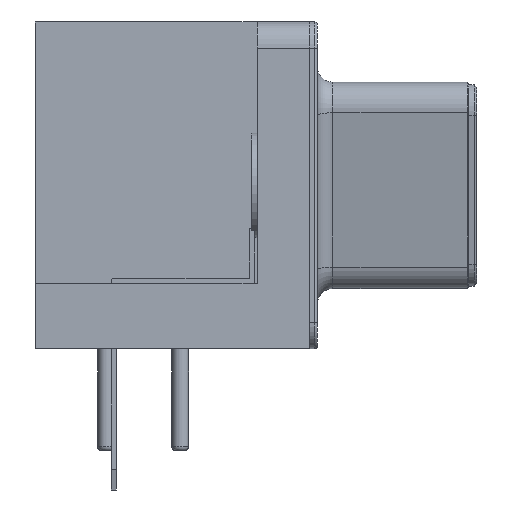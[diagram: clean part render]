
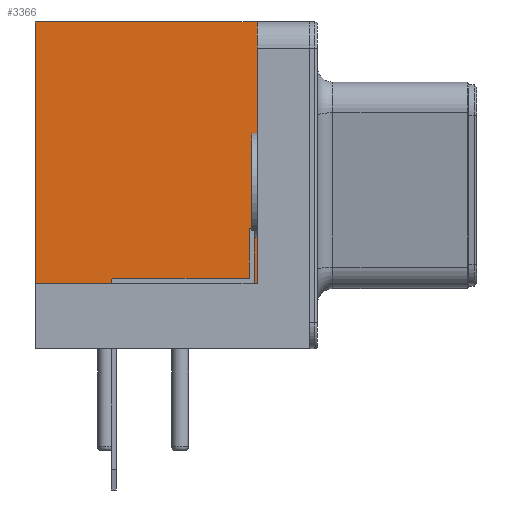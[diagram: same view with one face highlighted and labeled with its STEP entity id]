
A CAD part, left-side view. The second image highlights one B-rep face of the part: STEP entity #3366.
In plain terms, the highlighted planar face has unit normal (-1, 0, 0).
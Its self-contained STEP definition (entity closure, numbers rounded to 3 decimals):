
#2824 = VERTEX_POINT('',#2825);
#2825 = CARTESIAN_POINT('',(-15.44,2.7,12.5));
#2831 = EDGE_CURVE('',#2832,#2824,#2834,.T.);
#2832 = VERTEX_POINT('',#2833);
#2833 = CARTESIAN_POINT('',(-15.44,-5.78,12.5));
#2834 = LINE('',#2835,#2836);
#2835 = CARTESIAN_POINT('',(-15.44,-6.78,12.5));
#2836 = VECTOR('',#2837,1.);
#2837 = DIRECTION('',(0.,1.,0.));
#3336 = VERTEX_POINT('',#3337);
#3337 = CARTESIAN_POINT('',(-15.44,-5.78,2.5));
#3343 = EDGE_CURVE('',#3336,#2832,#3344,.T.);
#3344 = LINE('',#3345,#3346);
#3345 = CARTESIAN_POINT('',(-15.44,-5.78,2.5));
#3346 = VECTOR('',#3347,1.);
#3347 = DIRECTION('',(0.,0.,1.));
#3366 = ADVANCED_FACE('',(#3367),#3385,.F.);
#3367 = FACE_BOUND('',#3368,.F.);
#3368 = EDGE_LOOP('',(#3369,#3370,#3378,#3384));
#3369 = ORIENTED_EDGE('',*,*,#3343,.F.);
#3370 = ORIENTED_EDGE('',*,*,#3371,.T.);
#3371 = EDGE_CURVE('',#3336,#3372,#3374,.T.);
#3372 = VERTEX_POINT('',#3373);
#3373 = CARTESIAN_POINT('',(-15.44,2.7,2.5));
#3374 = LINE('',#3375,#3376);
#3375 = CARTESIAN_POINT('',(-15.44,-5.78,2.5));
#3376 = VECTOR('',#3377,1.);
#3377 = DIRECTION('',(-0.,1.,0.));
#3378 = ORIENTED_EDGE('',*,*,#3379,.T.);
#3379 = EDGE_CURVE('',#3372,#2824,#3380,.T.);
#3380 = LINE('',#3381,#3382);
#3381 = CARTESIAN_POINT('',(-15.44,2.7,4.375));
#3382 = VECTOR('',#3383,1.);
#3383 = DIRECTION('',(0.,0.,1.));
#3384 = ORIENTED_EDGE('',*,*,#2831,.F.);
#3385 = PLANE('',#3386);
#3386 = AXIS2_PLACEMENT_3D('',#3387,#3388,#3389);
#3387 = CARTESIAN_POINT('',(-15.44,-5.78,2.5));
#3388 = DIRECTION('',(1.,0.,0.));
#3389 = DIRECTION('',(0.,0.,1.));
